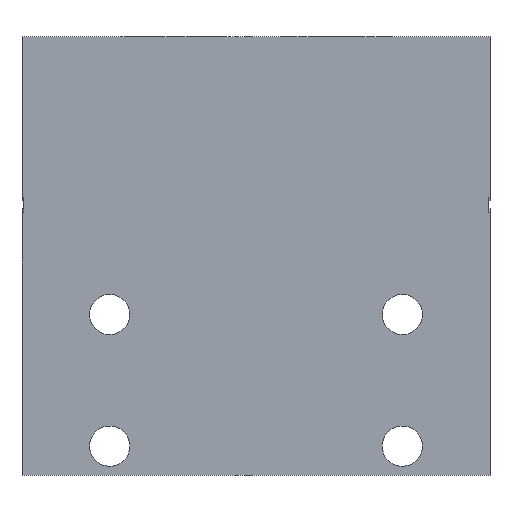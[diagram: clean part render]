
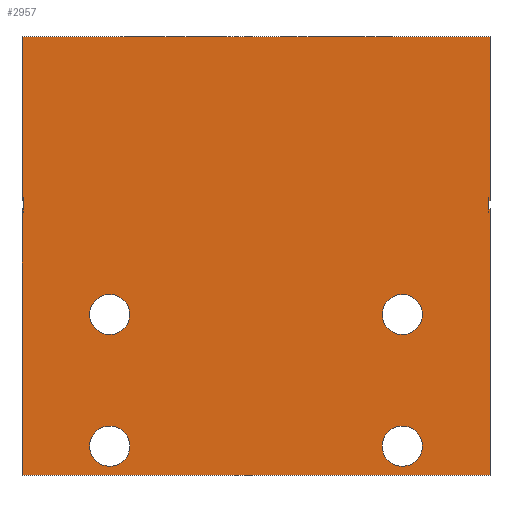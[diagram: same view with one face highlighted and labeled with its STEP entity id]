
A CAD part, front view. The second image highlights one B-rep face of the part: STEP entity #2957.
In plain terms, the highlighted planar face has unit normal (0, -1, 0).
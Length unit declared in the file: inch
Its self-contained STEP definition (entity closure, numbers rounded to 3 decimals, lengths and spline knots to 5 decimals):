
#5=DIRECTION('',(1.,0.,0.));
#6=VECTOR('',#5,4.);
#7=CARTESIAN_POINT('',(0.,-1.188,0.));
#8=LINE('',#7,#6);
#696=DIRECTION('',(1.,0.,0.));
#697=VECTOR('',#696,4.);
#698=CARTESIAN_POINT('',(0.,-1.188,3.75));
#699=LINE('',#698,#697);
#812=CARTESIAN_POINT('',(3.25,-1.188,1.375));
#813=DIRECTION('',(0.,-1.,0.));
#814=DIRECTION('',(-1.,0.,0.));
#815=AXIS2_PLACEMENT_3D('',#812,#813,#814);
#817=CARTESIAN_POINT('',(3.25,-1.188,1.375));
#818=DIRECTION('',(0.,-1.,0.));
#819=DIRECTION('',(1.,0.,0.));
#820=AXIS2_PLACEMENT_3D('',#817,#818,#819);
#822=CARTESIAN_POINT('',(0.75,-1.188,1.375));
#823=DIRECTION('',(0.,-1.,0.));
#824=DIRECTION('',(-1.,0.,0.));
#825=AXIS2_PLACEMENT_3D('',#822,#823,#824);
#827=CARTESIAN_POINT('',(0.75,-1.188,1.375));
#828=DIRECTION('',(0.,-1.,0.));
#829=DIRECTION('',(1.,0.,0.));
#830=AXIS2_PLACEMENT_3D('',#827,#828,#829);
#832=CARTESIAN_POINT('',(0.75,-1.188,0.25));
#833=DIRECTION('',(0.,-1.,0.));
#834=DIRECTION('',(-1.,0.,0.));
#835=AXIS2_PLACEMENT_3D('',#832,#833,#834);
#837=CARTESIAN_POINT('',(0.75,-1.188,0.25));
#838=DIRECTION('',(0.,-1.,0.));
#839=DIRECTION('',(1.,0.,0.));
#840=AXIS2_PLACEMENT_3D('',#837,#838,#839);
#842=CARTESIAN_POINT('',(3.25,-1.188,0.25));
#843=DIRECTION('',(0.,-1.,0.));
#844=DIRECTION('',(-1.,0.,0.));
#845=AXIS2_PLACEMENT_3D('',#842,#843,#844);
#847=CARTESIAN_POINT('',(3.25,-1.188,0.25));
#848=DIRECTION('',(0.,-1.,0.));
#849=DIRECTION('',(1.,0.,0.));
#850=AXIS2_PLACEMENT_3D('',#847,#848,#849);
#852=DIRECTION('',(0.,0.,-1.));
#853=VECTOR('',#852,0.06896);
#854=CARTESIAN_POINT('',(0.016,-1.188,2.34648));
#855=LINE('',#854,#853);
#856=DIRECTION('',(1.,0.,0.));
#857=VECTOR('',#856,0.016);
#858=CARTESIAN_POINT('',(0.,-1.188,2.34648));
#859=LINE('',#858,#857);
#860=DIRECTION('',(0.,0.,1.));
#861=VECTOR('',#860,1.40352);
#862=CARTESIAN_POINT('',(0.,-1.188,2.34648));
#863=LINE('',#862,#861);
#864=DIRECTION('',(-1.,0.,0.));
#865=VECTOR('',#864,0.016);
#866=CARTESIAN_POINT('',(4.,-1.188,2.34648));
#867=LINE('',#866,#865);
#868=DIRECTION('',(0.,0.,-1.));
#869=VECTOR('',#868,0.06896);
#870=CARTESIAN_POINT('',(3.984,-1.188,2.34648));
#871=LINE('',#870,#869);
#872=DIRECTION('',(-1.,0.,0.));
#873=VECTOR('',#872,0.016);
#874=CARTESIAN_POINT('',(4.,-1.188,2.27752));
#875=LINE('',#874,#873);
#876=DIRECTION('',(0.,0.,1.));
#877=VECTOR('',#876,2.27752);
#878=CARTESIAN_POINT('',(0.,-1.188,0.));
#879=LINE('',#878,#877);
#880=DIRECTION('',(1.,0.,0.));
#881=VECTOR('',#880,0.016);
#882=CARTESIAN_POINT('',(0.,-1.188,2.27752));
#883=LINE('',#882,#881);
#921=DIRECTION('',(0.,0.,1.));
#922=VECTOR('',#921,2.27752);
#923=CARTESIAN_POINT('',(4.,-1.188,0.));
#924=LINE('',#923,#922);
#930=DIRECTION('',(0.,0.,1.));
#931=VECTOR('',#930,1.40352);
#932=CARTESIAN_POINT('',(4.,-1.188,2.34648));
#933=LINE('',#932,#931);
#2021=CARTESIAN_POINT('',(0.,-1.188,0.));
#2023=VERTEX_POINT('',#2021);
#2024=CARTESIAN_POINT('',(4.,-1.188,0.));
#2025=VERTEX_POINT('',#2024);
#2029=CARTESIAN_POINT('',(0.,-1.188,3.75));
#2031=VERTEX_POINT('',#2029);
#2032=CARTESIAN_POINT('',(4.,-1.188,3.75));
#2033=VERTEX_POINT('',#2032);
#2168=CARTESIAN_POINT('',(4.,-1.188,2.27752));
#2169=CARTESIAN_POINT('',(3.984,-1.188,2.27752));
#2170=VERTEX_POINT('',#2168);
#2171=VERTEX_POINT('',#2169);
#2172=CARTESIAN_POINT('',(3.984,-1.188,2.34648));
#2173=VERTEX_POINT('',#2172);
#2174=CARTESIAN_POINT('',(4.,-1.188,2.34648));
#2175=VERTEX_POINT('',#2174);
#2192=CARTESIAN_POINT('',(3.078,-1.188,1.375));
#2193=CARTESIAN_POINT('',(3.422,-1.188,1.375));
#2194=VERTEX_POINT('',#2192);
#2195=VERTEX_POINT('',#2193);
#2200=CARTESIAN_POINT('',(0.578,-1.188,1.375));
#2201=CARTESIAN_POINT('',(0.922,-1.188,1.375));
#2202=VERTEX_POINT('',#2200);
#2203=VERTEX_POINT('',#2201);
#2208=CARTESIAN_POINT('',(0.578,-1.188,0.25));
#2209=CARTESIAN_POINT('',(0.922,-1.188,0.25));
#2210=VERTEX_POINT('',#2208);
#2211=VERTEX_POINT('',#2209);
#2216=CARTESIAN_POINT('',(3.078,-1.188,0.25));
#2217=CARTESIAN_POINT('',(3.422,-1.188,0.25));
#2218=VERTEX_POINT('',#2216);
#2219=VERTEX_POINT('',#2217);
#2300=CARTESIAN_POINT('',(0.016,-1.188,
2.34648));
#2301=CARTESIAN_POINT('',(0.016,-1.188,
2.27752));
#2302=VERTEX_POINT('',#2300);
#2303=VERTEX_POINT('',#2301);
#2304=CARTESIAN_POINT('',(0.,-1.188,2.34648));
#2305=VERTEX_POINT('',#2304);
#2306=CARTESIAN_POINT('',(0.,-1.188,2.27752));
#2307=VERTEX_POINT('',#2306);
#2910=CARTESIAN_POINT('',(0.,-1.188,0.));
#2911=DIRECTION('',(0.,-1.,0.));
#2912=DIRECTION('',(1.,0.,0.));
#2913=AXIS2_PLACEMENT_3D('',#2910,#2911,#2912);
#2914=PLANE('',#2913);
#2915=ORIENTED_EDGE('',*,*,#2404,.F.);
#2916=ORIENTED_EDGE('',*,*,#2390,.F.);
#2917=ORIENTED_EDGE('',*,*,#2364,.T.);
#2918=ORIENTED_EDGE('',*,*,#2819,.T.);
#2920=ORIENTED_EDGE('',*,*,#2919,.F.);
#2922=ORIENTED_EDGE('',*,*,#2921,.T.);
#2924=ORIENTED_EDGE('',*,*,#2923,.T.);
#2926=ORIENTED_EDGE('',*,*,#2925,.F.);
#2928=ORIENTED_EDGE('',*,*,#2927,.F.);
#2929=ORIENTED_EDGE('',*,*,#2329,.F.);
#2930=ORIENTED_EDGE('',*,*,#2345,.T.);
#2931=ORIENTED_EDGE('',*,*,#2376,.T.);
#2932=EDGE_LOOP('',(#2915,#2916,#2917,#2918,#2920,#2922,#2924,#2926,#2928,#2929,
#2930,#2931));
#2933=FACE_OUTER_BOUND('',#2932,.F.);
#2935=ORIENTED_EDGE('',*,*,#2934,.T.);
#2937=ORIENTED_EDGE('',*,*,#2936,.T.);
#2938=EDGE_LOOP('',(#2935,#2937));
#2939=FACE_BOUND('',#2938,.F.);
#2941=ORIENTED_EDGE('',*,*,#2940,.T.);
#2943=ORIENTED_EDGE('',*,*,#2942,.T.);
#2944=EDGE_LOOP('',(#2941,#2943));
#2945=FACE_BOUND('',#2944,.F.);
#2947=ORIENTED_EDGE('',*,*,#2946,.T.);
#2949=ORIENTED_EDGE('',*,*,#2948,.T.);
#2950=EDGE_LOOP('',(#2947,#2949));
#2951=FACE_BOUND('',#2950,.F.);
#2952=ORIENTED_EDGE('',*,*,#2900,.T.);
#2954=ORIENTED_EDGE('',*,*,#2953,.T.);
#2955=EDGE_LOOP('',(#2952,#2954));
#2956=FACE_BOUND('',#2955,.F.);
#2957=ADVANCED_FACE('',(#2933,#2939,#2945,#2951,#2956),#2914,.T.);
#816=CIRCLE('',#815,0.172);
#821=CIRCLE('',#820,0.172);
#826=CIRCLE('',#825,0.172);
#831=CIRCLE('',#830,0.172);
#836=CIRCLE('',#835,0.172);
#841=CIRCLE('',#840,0.172);
#846=CIRCLE('',#845,0.172);
#851=CIRCLE('',#850,0.172);
#2329=EDGE_CURVE('',#2023,#2025,#8,.T.);
#2345=EDGE_CURVE('',#2023,#2307,#879,.T.);
#2364=EDGE_CURVE('',#2305,#2031,#863,.T.);
#2376=EDGE_CURVE('',#2307,#2303,#883,.T.);
#2390=EDGE_CURVE('',#2305,#2302,#859,.T.);
#2404=EDGE_CURVE('',#2302,#2303,#855,.T.);
#2819=EDGE_CURVE('',#2031,#2033,#699,.T.);
#2900=EDGE_CURVE('',#2194,#2195,#816,.T.);
#2919=EDGE_CURVE('',#2175,#2033,#933,.T.);
#2921=EDGE_CURVE('',#2175,#2173,#867,.T.);
#2923=EDGE_CURVE('',#2173,#2171,#871,.T.);
#2925=EDGE_CURVE('',#2170,#2171,#875,.T.);
#2927=EDGE_CURVE('',#2025,#2170,#924,.T.);
#2934=EDGE_CURVE('',#2202,#2203,#826,.T.);
#2936=EDGE_CURVE('',#2203,#2202,#831,.T.);
#2940=EDGE_CURVE('',#2210,#2211,#836,.T.);
#2942=EDGE_CURVE('',#2211,#2210,#841,.T.);
#2946=EDGE_CURVE('',#2218,#2219,#846,.T.);
#2948=EDGE_CURVE('',#2219,#2218,#851,.T.);
#2953=EDGE_CURVE('',#2195,#2194,#821,.T.);
